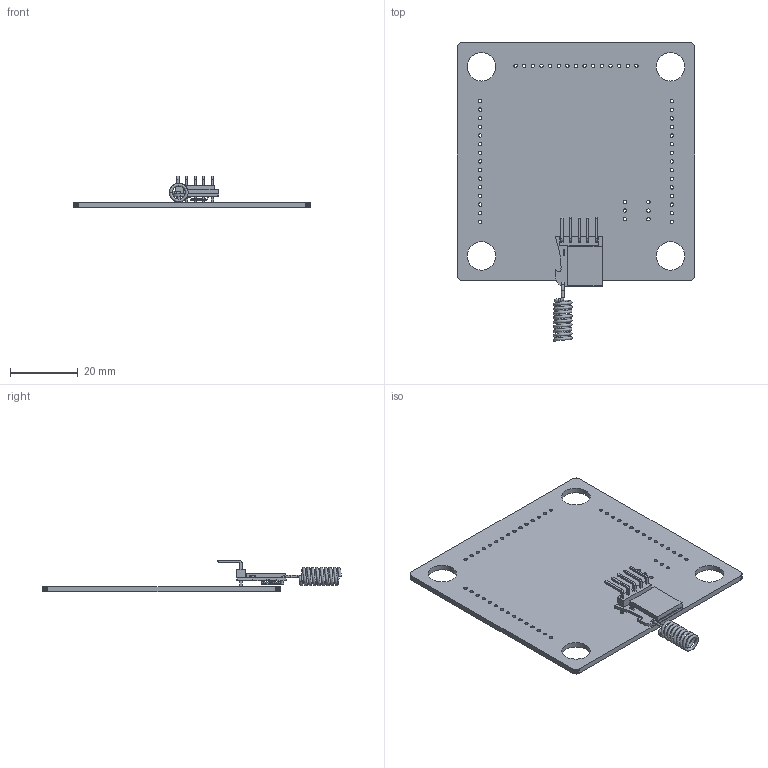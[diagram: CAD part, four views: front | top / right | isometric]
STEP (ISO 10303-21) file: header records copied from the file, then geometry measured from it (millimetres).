
FILE_DESCRIPTION(('KiCad electronic assembly'),'2;1');
FILE_NAME('Telemetry_Stack.step','2024-04-26T21:13:10',('Pcbnew'),( 'Kicad'),'Open CASCADE STEP processor 7.7','KiCad to STEP converter' ,'Unknown');
FILE_SCHEMA(('AUTOMOTIVE_DESIGN { 1 0 10303 214 1 1 1 1 }'));
Length unit declared in the file: millimetre
Products named in the file (4): Telemetry_Stack 1; RYLR998; COMPOUND; _autosave-Telemetry_Stack PCB
Assembly tree (3 placements, depth 3):
  Telemetry_Stack 1
    RYLR998
      COMPOUND
    _autosave-Telemetry_Stack PCB
Bounding box: 70 x 87.96 x 9.41 mm (x, y, z)
Volume: 7834 mm3; surface area: 11698.6 mm2
Topology: 15 solids, 15 shells, 583 faces, 1584 edges, 1015 vertices
Faces by surface type: plane 373, cylinder 186, sphere 16, bspline 8
Full cylindrical faces by diameter (mm): 1 x56, 8.4 x4
Entity records: 42636 total; most frequent: CARTESIAN_POINT 10892, DIRECTION 5940, LINE 3925, VECTOR 3925, ORIENTED_EDGE 3136, PCURVE 3136, DEFINITIONAL_REPRESENTATION 3136, EDGE_CURVE 1568
